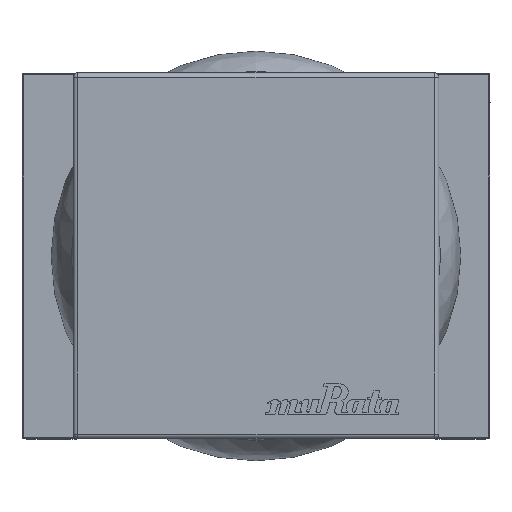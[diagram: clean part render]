
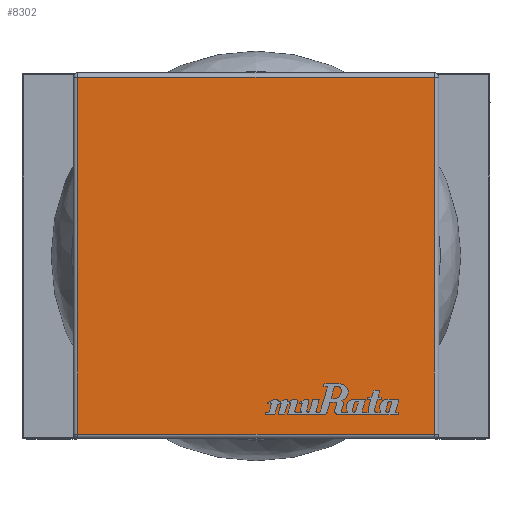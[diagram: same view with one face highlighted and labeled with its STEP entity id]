
A CAD part, top view. The second image highlights one B-rep face of the part: STEP entity #8302.
In plain terms, the highlighted face is planar.
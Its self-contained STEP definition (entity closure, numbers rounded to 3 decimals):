
#257=PLANE('',#9035);
#498=LINE('',#12326,#1225);
#501=LINE('',#12345,#1228);
#504=LINE('',#12349,#1231);
#509=LINE('',#12357,#1236);
#1225=VECTOR('',#9870,10.);
#1228=VECTOR('',#9893,10.);
#1231=VECTOR('',#9898,10.);
#1236=VECTOR('',#9909,10.);
#2172=FACE_OUTER_BOUND('',#2652,.T.);
#2652=EDGE_LOOP('',(#5976,#5977,#5978,#5979));
#3601=VERTEX_POINT('',#12301);
#3607=VERTEX_POINT('',#12318);
#3610=VERTEX_POINT('',#12331);
#3615=VERTEX_POINT('',#12341);
#4492=EDGE_CURVE('',#3607,#3601,#498,.T.);
#4501=EDGE_CURVE('',#3610,#3615,#501,.T.);
#4504=EDGE_CURVE('',#3615,#3607,#504,.T.);
#4509=EDGE_CURVE('',#3601,#3610,#509,.T.);
#5976=ORIENTED_EDGE('',*,*,#4501,.F.);
#5977=ORIENTED_EDGE('',*,*,#4509,.F.);
#5978=ORIENTED_EDGE('',*,*,#4492,.F.);
#5979=ORIENTED_EDGE('',*,*,#4504,.F.);
#8302=ADVANCED_FACE('',(#2172),#257,.T.);
#9035=AXIS2_PLACEMENT_3D('',#12372,#9931,#9932);
#9870=DIRECTION('',(1.,0.,0.));
#9893=DIRECTION('',(-1.,0.,0.));
#9898=DIRECTION('',(0.,0.,-1.));
#9909=DIRECTION('',(0.,0.,1.));
#9931=DIRECTION('center_axis',(0.,1.,0.));
#9932=DIRECTION('ref_axis',(0.,0.,1.));
#12301=CARTESIAN_POINT('',(1.22,2.2,-1.22));
#12318=CARTESIAN_POINT('',(-1.22,2.2,-1.22));
#12326=CARTESIAN_POINT('',(0.,2.2,-1.22));
#12331=CARTESIAN_POINT('',(1.22,2.2,1.22));
#12341=CARTESIAN_POINT('',(-1.22,2.2,1.22));
#12345=CARTESIAN_POINT('',(0.,2.2,1.22));
#12349=CARTESIAN_POINT('',(-1.22,2.2,0.));
#12357=CARTESIAN_POINT('',(1.22,2.2,0.));
#12372=CARTESIAN_POINT('Origin',(0.,2.2,0.));
